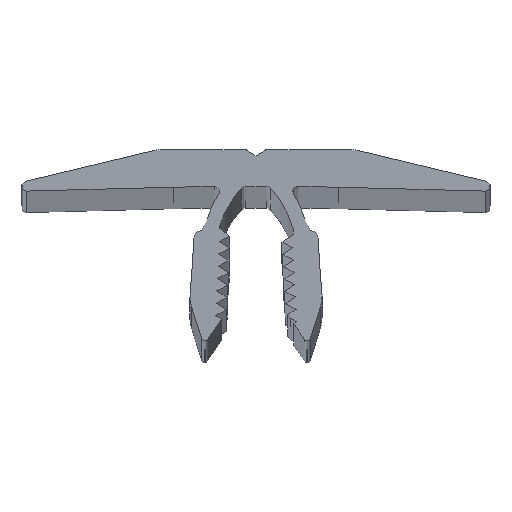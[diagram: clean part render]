
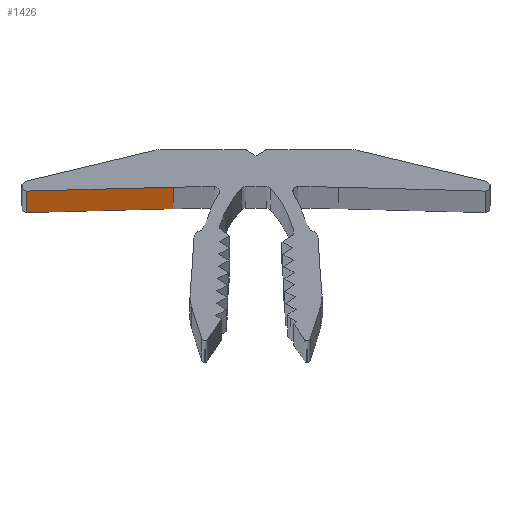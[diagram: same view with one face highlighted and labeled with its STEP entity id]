
A CAD part, top view. The second image highlights one B-rep face of the part: STEP entity #1426.
In plain terms, the highlighted planar face has unit normal (0.026, -1, 0).
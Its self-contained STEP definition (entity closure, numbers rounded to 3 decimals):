
#21 = VECTOR ( 'NONE', #546, 1000. ) ;
#78 = VERTEX_POINT ( 'NONE', #2866 ) ;
#147 = EDGE_CURVE ( 'NONE', #2335, #405, #1360, .T. ) ;
#200 = DIRECTION ( 'NONE',  ( 1., 0.026, 0. ) ) ;
#256 = VECTOR ( 'NONE', #728, 1000. ) ;
#266 = ORIENTED_EDGE ( 'NONE', *, *, #1368, .F. ) ;
#270 = LINE ( 'NONE', #536, #256 ) ;
#332 = FACE_OUTER_BOUND ( 'NONE', #2120, .T. ) ;
#405 = VERTEX_POINT ( 'NONE', #1230 ) ;
#536 = CARTESIAN_POINT ( 'NONE',  ( -5., 0., 0. ) ) ;
#539 = AXIS2_PLACEMENT_3D ( 'NONE', #787, #2074, #2118 ) ;
#546 = DIRECTION ( 'NONE',  ( 0., 0., 1. ) ) ;
#563 = PLANE ( 'NONE',  #539 ) ;
#728 = DIRECTION ( 'NONE',  ( 1., 0.026, 0. ) ) ;
#787 = CARTESIAN_POINT ( 'NONE',  ( -5., 0., -1000. ) ) ;
#839 = EDGE_CURVE ( 'NONE', #405, #2152, #951, .T. ) ;
#951 = LINE ( 'NONE', #2317, #21 ) ;
#1154 = CARTESIAN_POINT ( 'NONE',  ( -18.589, -0.359, -1000. ) ) ;
#1230 = CARTESIAN_POINT ( 'NONE',  ( -6.704, -0.045, -1000. ) ) ;
#1344 = EDGE_CURVE ( 'NONE', #2335, #78, #2287, .T. ) ;
#1360 = LINE ( 'NONE', #2512, #2800 ) ;
#1368 = EDGE_CURVE ( 'NONE', #78, #2152, #270, .T. ) ;
#1426 = ADVANCED_FACE ( 'NONE', ( #332 ), #563, .T. ) ;
#1585 = ORIENTED_EDGE ( 'NONE', *, *, #147, .T. ) ;
#1667 = ORIENTED_EDGE ( 'NONE', *, *, #839, .T. ) ;
#1686 = CARTESIAN_POINT ( 'NONE',  ( -18.589, -0.359, -1000. ) ) ;
#1859 = ORIENTED_EDGE ( 'NONE', *, *, #1344, .F. ) ;
#2061 = DIRECTION ( 'NONE',  ( 0., 0., 1. ) ) ;
#2074 = DIRECTION ( 'NONE',  ( 0.026, -1., 0. ) ) ;
#2118 = DIRECTION ( 'NONE',  ( 1., 0.026, 0. ) ) ;
#2120 = EDGE_LOOP ( 'NONE', ( #1585, #1667, #266, #1859 ) ) ;
#2152 = VERTEX_POINT ( 'NONE', #2774 ) ;
#2246 = VECTOR ( 'NONE', #2061, 1000. ) ;
#2287 = LINE ( 'NONE', #1154, #2246 ) ;
#2317 = CARTESIAN_POINT ( 'NONE',  ( -6.704, -0.045, 0. ) ) ;
#2335 = VERTEX_POINT ( 'NONE', #1686 ) ;
#2512 = CARTESIAN_POINT ( 'NONE',  ( -5., 0., -1000. ) ) ;
#2774 = CARTESIAN_POINT ( 'NONE',  ( -6.704, -0.045, 0. ) ) ;
#2800 = VECTOR ( 'NONE', #200, 1000. ) ;
#2866 = CARTESIAN_POINT ( 'NONE',  ( -18.589, -0.359, 0. ) ) ;
